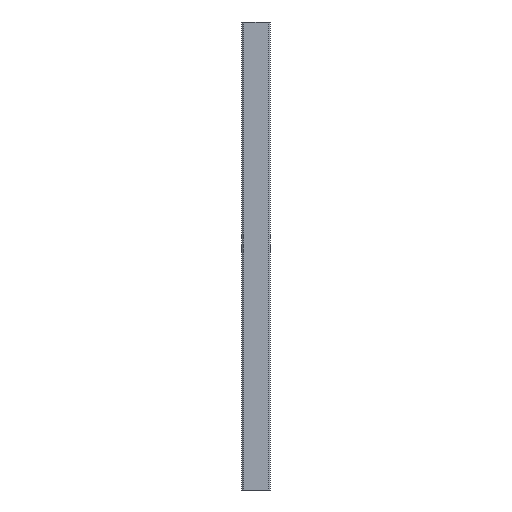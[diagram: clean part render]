
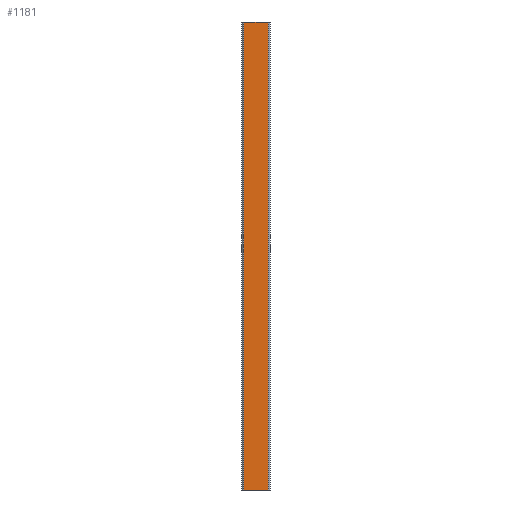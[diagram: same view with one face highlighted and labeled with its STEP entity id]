
A CAD part, front view. The second image highlights one B-rep face of the part: STEP entity #1181.
In plain terms, the highlighted planar face has unit normal (0, -1, 0).
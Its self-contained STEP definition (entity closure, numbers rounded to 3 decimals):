
#87 = VERTEX_POINT ( 'NONE', #2348 ) ;
#117 = VERTEX_POINT ( 'NONE', #2297 ) ;
#198 = EDGE_CURVE ( 'NONE', #117, #87, #2462, .T. ) ;
#215 = EDGE_CURVE ( 'NONE', #219, #2042, #2542, .T. ) ;
#219 = VERTEX_POINT ( 'NONE', #2531 ) ;
#1123 = ORIENTED_EDGE ( 'NONE', *, *, #215, .T. ) ;
#1126 = ORIENTED_EDGE ( 'NONE', *, *, #198, .F. ) ;
#1180 = ORIENTED_EDGE ( 'NONE', *, *, #1213, .F. ) ;
#1181 = ADVANCED_FACE ( 'NONE', ( #3846 ), #3915, .F. ) ;
#1182 = EDGE_LOOP ( 'NONE', ( #1123, #1180, #1126, #1216 ) ) ;
#1212 = EDGE_CURVE ( 'NONE', #117, #219, #3842, .T. ) ;
#1213 = EDGE_CURVE ( 'NONE', #87, #2042, #3803, .T. ) ;
#1216 = ORIENTED_EDGE ( 'NONE', *, *, #1212, .T. ) ;
#2042 = VERTEX_POINT ( 'NONE', #5248 ) ;
#2297 = CARTESIAN_POINT ( 'NONE',  ( -25599.562, -21151.251, 500. ) ) ;
#2348 = CARTESIAN_POINT ( 'NONE',  ( -25573.562, -21151.251, 500. ) ) ;
#2462 = LINE ( 'NONE', #2495, #2494 ) ;
#2493 = DIRECTION ( 'NONE',  ( 1., 0., 0. ) ) ;
#2494 = VECTOR ( 'NONE', #2493, 1000. ) ;
#2495 = CARTESIAN_POINT ( 'NONE',  ( -25599.562, -21151.251, 500. ) ) ;
#2530 = VECTOR ( 'NONE', #2544, 1000. ) ;
#2531 = CARTESIAN_POINT ( 'NONE',  ( -25599.562, -21151.251, 0. ) ) ;
#2542 = LINE ( 'NONE', #2543, #2530 ) ;
#2543 = CARTESIAN_POINT ( 'NONE',  ( -25599.562, -21151.251, 0. ) ) ;
#2544 = DIRECTION ( 'NONE',  ( 1., 0., 0. ) ) ;
#3802 = CARTESIAN_POINT ( 'NONE',  ( -25573.562, -21151.251, 500. ) ) ;
#3803 = LINE ( 'NONE', #3802, #3838 ) ;
#3837 = DIRECTION ( 'NONE',  ( 0., 0., -1. ) ) ;
#3838 = VECTOR ( 'NONE', #3837, 1000. ) ;
#3840 = DIRECTION ( 'NONE',  ( 0., 0., -1. ) ) ;
#3841 = VECTOR ( 'NONE', #3840, 1000. ) ;
#3842 = LINE ( 'NONE', #3916, #3841 ) ;
#3846 = FACE_OUTER_BOUND ( 'NONE', #1182, .T. ) ;
#3906 = DIRECTION ( 'NONE',  ( 0., 0., 1. ) ) ;
#3907 = DIRECTION ( 'NONE',  ( 0., 1., 0. ) ) ;
#3908 = CARTESIAN_POINT ( 'NONE',  ( -25599.562, -21151.251, 500. ) ) ;
#3915 = PLANE ( 'NONE',  #3967 ) ;
#3916 = CARTESIAN_POINT ( 'NONE',  ( -25599.562, -21151.251, 500. ) ) ;
#3967 = AXIS2_PLACEMENT_3D ( 'NONE', #3908, #3907, #3906 ) ;
#5248 = CARTESIAN_POINT ( 'NONE',  ( -25573.562, -21151.251, 0. ) ) ;
